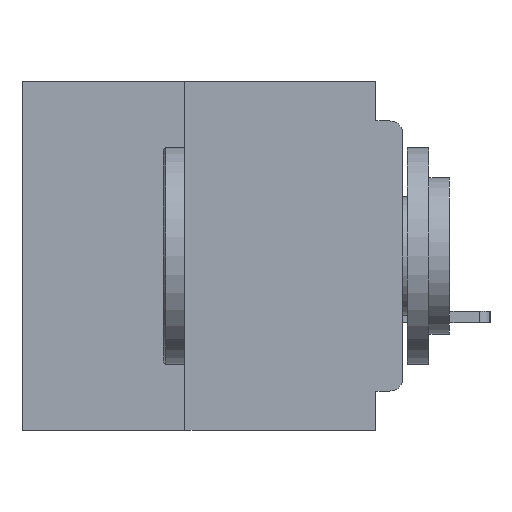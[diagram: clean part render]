
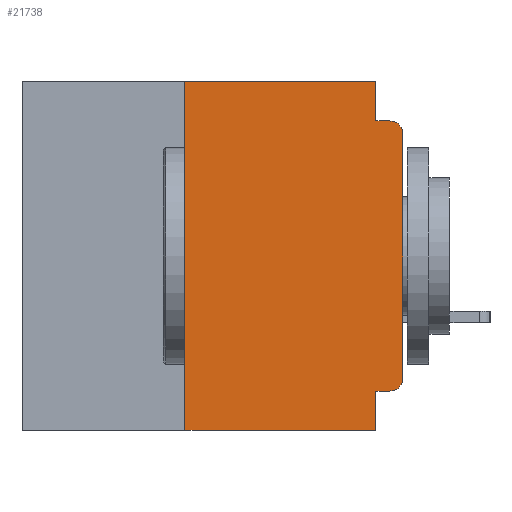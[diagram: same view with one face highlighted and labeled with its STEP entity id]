
A CAD part, left-side view. The second image highlights one B-rep face of the part: STEP entity #21738.
In plain terms, the highlighted planar face has unit normal (-1, 0, 0).
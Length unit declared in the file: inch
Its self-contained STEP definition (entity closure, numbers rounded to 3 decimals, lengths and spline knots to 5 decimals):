
#548 = ORIENTED_EDGE ( 'NONE', *, *, #17499, .F. ) ;
#866 = CARTESIAN_POINT ( 'NONE',  ( 0., 0.015, -0.045 ) ) ;
#1042 = EDGE_CURVE ( 'NONE', #29714, #19195, #21555, .T. ) ;
#1467 = ORIENTED_EDGE ( 'NONE', *, *, #20712, .T. ) ;
#1643 = EDGE_CURVE ( 'NONE', #3336, #29714, #36953, .T. ) ;
#1764 = LINE ( 'NONE', #11525, #16169 ) ;
#2058 = CARTESIAN_POINT ( 'NONE',  ( 0., 0., -0.06 ) ) ;
#2087 = CARTESIAN_POINT ( 'NONE',  ( 0., 0.031, 0. ) ) ;
#2149 = EDGE_CURVE ( 'NONE', #14900, #12198, #36038, .T. ) ;
#2311 = CARTESIAN_POINT ( 'NONE',  ( 0., 0.031, -0.4 ) ) ;
#3336 = VERTEX_POINT ( 'NONE', #14730 ) ;
#3351 = CARTESIAN_POINT ( 'NONE',  ( 0., 0.031, 0. ) ) ;
#3553 = VERTEX_POINT ( 'NONE', #10267 ) ;
#3743 = DIRECTION ( 'NONE',  ( 0., -1., 0. ) ) ;
#4045 = CARTESIAN_POINT ( 'NONE',  ( 0., 0., -0.045 ) ) ;
#5304 = CARTESIAN_POINT ( 'NONE',  ( 0., 0.25, 0. ) ) ;
#5530 = CARTESIAN_POINT ( 'NONE',  ( 0., 0.015, -0.06 ) ) ;
#6305 = VECTOR ( 'NONE', #21170, 39.37008 ) ;
#6812 = EDGE_CURVE ( 'NONE', #12198, #17740, #1764, .T. ) ;
#7499 = CARTESIAN_POINT ( 'NONE',  ( 0., 0., -0.34 ) ) ;
#7651 = EDGE_LOOP ( 'NONE', ( #11553, #33829, #35149, #548, #18793, #33625, #1467, #18123, #12752, #34251 ) ) ;
#7767 = DIRECTION ( 'NONE',  ( 0., 0., -1. ) ) ;
#8217 = VECTOR ( 'NONE', #11087, 39.37008 ) ;
#8390 = DIRECTION ( 'NONE',  ( 0., 0., -1. ) ) ;
#8484 = CARTESIAN_POINT ( 'NONE',  ( 0., 0.031, -0.045 ) ) ;
#8581 = CARTESIAN_POINT ( 'NONE',  ( 0., 0.25, -0.4 ) ) ;
#8677 = VECTOR ( 'NONE', #7767, 39.37008 ) ;
#9160 = CARTESIAN_POINT ( 'NONE',  ( 0., 0., 0. ) ) ;
#9561 = LINE ( 'NONE', #2087, #8677 ) ;
#10267 = CARTESIAN_POINT ( 'NONE',  ( 0., 0.031, -0.355 ) ) ;
#11041 = DIRECTION ( 'NONE',  ( 0., -1., 0. ) ) ;
#11087 = DIRECTION ( 'NONE',  ( 0., 0., -1. ) ) ;
#11498 = VERTEX_POINT ( 'NONE', #2311 ) ;
#11525 = CARTESIAN_POINT ( 'NONE',  ( 0., 0.437, 0. ) ) ;
#11553 = ORIENTED_EDGE ( 'NONE', *, *, #1042, .T. ) ;
#12198 = VERTEX_POINT ( 'NONE', #5304 ) ;
#12752 = ORIENTED_EDGE ( 'NONE', *, *, #15316, .F. ) ;
#13009 = AXIS2_PLACEMENT_3D ( 'NONE', #5530, #25565, #8390 ) ;
#13433 = VECTOR ( 'NONE', #3743, 39.37008 ) ;
#14200 = EDGE_CURVE ( 'NONE', #19195, #20195, #28053, .T. ) ;
#14730 = CARTESIAN_POINT ( 'NONE',  ( 0., 0.015, -0.355 ) ) ;
#14819 = CARTESIAN_POINT ( 'NONE',  ( 0., 0.437, 0. ) ) ;
#14900 = VERTEX_POINT ( 'NONE', #8581 ) ;
#15316 = EDGE_CURVE ( 'NONE', #3336, #3553, #29896, .T. ) ;
#15367 = LINE ( 'NONE', #4045, #29646 ) ;
#16169 = VECTOR ( 'NONE', #11041, 39.37008 ) ;
#17499 = EDGE_CURVE ( 'NONE', #17740, #17624, #9561, .T. ) ;
#17624 = VERTEX_POINT ( 'NONE', #8484 ) ;
#17710 = DIRECTION ( 'NONE',  ( 0., 0., -1. ) ) ;
#17740 = VERTEX_POINT ( 'NONE', #3351 ) ;
#18123 = ORIENTED_EDGE ( 'NONE', *, *, #29124, .F. ) ;
#18376 = EDGE_CURVE ( 'NONE', #17624, #20195, #15367, .T. ) ;
#18793 = ORIENTED_EDGE ( 'NONE', *, *, #6812, .F. ) ;
#19195 = VERTEX_POINT ( 'NONE', #2058 ) ;
#19586 = CARTESIAN_POINT ( 'NONE',  ( 0., 0., -0.355 ) ) ;
#20195 = VERTEX_POINT ( 'NONE', #866 ) ;
#20712 = EDGE_CURVE ( 'NONE', #14900, #11498, #21034, .T. ) ;
#21034 = LINE ( 'NONE', #29366, #13433 ) ;
#21170 = DIRECTION ( 'NONE',  ( 0., 0., 1. ) ) ;
#21555 = LINE ( 'NONE', #9160, #6305 ) ;
#21675 = LINE ( 'NONE', #28223, #8217 ) ;
#21738 = ADVANCED_FACE ( 'NONE', ( #27419 ), #23335, .F. ) ;
#22310 = VECTOR ( 'NONE', #28226, 39.37008 ) ;
#23078 = DIRECTION ( 'NONE',  ( 0., 0., -1. ) ) ;
#23335 = PLANE ( 'NONE',  #36163 ) ;
#23370 = DIRECTION ( 'NONE',  ( -1., 0., 0. ) ) ;
#23491 = CARTESIAN_POINT ( 'NONE',  ( 0., 0.015, -0.34 ) ) ;
#25565 = DIRECTION ( 'NONE',  ( -1., 0., 0. ) ) ;
#26644 = AXIS2_PLACEMENT_3D ( 'NONE', #23491, #23370, #23078 ) ;
#27419 = FACE_OUTER_BOUND ( 'NONE', #7651, .T. ) ;
#28053 = CIRCLE ( 'NONE', #13009, 0.015 ) ;
#28223 = CARTESIAN_POINT ( 'NONE',  ( 0., 0.031, -0.4 ) ) ;
#28226 = DIRECTION ( 'NONE',  ( 0., 1., 0. ) ) ;
#29124 = EDGE_CURVE ( 'NONE', #3553, #11498, #21675, .T. ) ;
#29366 = CARTESIAN_POINT ( 'NONE',  ( 0., 0.437, -0.4 ) ) ;
#29646 = VECTOR ( 'NONE', #32478, 39.37008 ) ;
#29714 = VERTEX_POINT ( 'NONE', #7499 ) ;
#29896 = LINE ( 'NONE', #19586, #22310 ) ;
#32478 = DIRECTION ( 'NONE',  ( 0., -1., 0. ) ) ;
#33625 = ORIENTED_EDGE ( 'NONE', *, *, #2149, .F. ) ;
#33829 = ORIENTED_EDGE ( 'NONE', *, *, #14200, .T. ) ;
#34251 = ORIENTED_EDGE ( 'NONE', *, *, #1643, .T. ) ;
#34658 = DIRECTION ( 'NONE',  ( 1., 0., 0. ) ) ;
#35147 = VECTOR ( 'NONE', #35420, 39.37008 ) ;
#35149 = ORIENTED_EDGE ( 'NONE', *, *, #18376, .F. ) ;
#35420 = DIRECTION ( 'NONE',  ( 0., 0., 1. ) ) ;
#35539 = CARTESIAN_POINT ( 'NONE',  ( 0., 0.25, -0.4 ) ) ;
#36038 = LINE ( 'NONE', #35539, #35147 ) ;
#36163 = AXIS2_PLACEMENT_3D ( 'NONE', #14819, #34658, #17710 ) ;
#36953 = CIRCLE ( 'NONE', #26644, 0.015 ) ;
